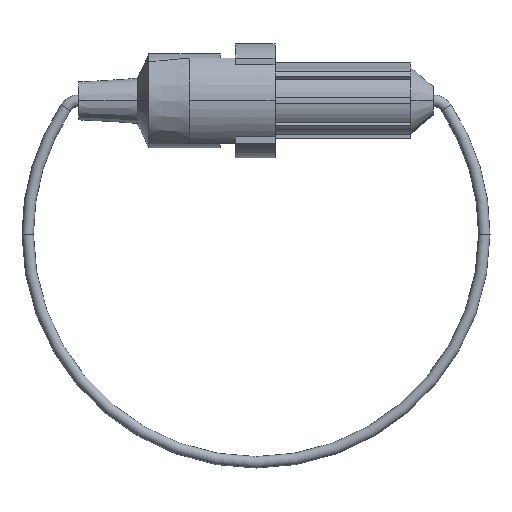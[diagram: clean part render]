
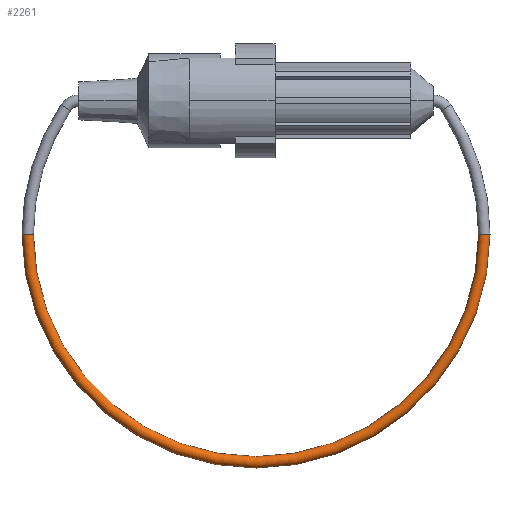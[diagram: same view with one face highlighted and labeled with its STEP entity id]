
A CAD part, top view. The second image highlights one B-rep face of the part: STEP entity #2261.
In plain terms, the highlighted toroidal (fillet/blend) face has major radius 30 mm and minor radius 0.75 mm.
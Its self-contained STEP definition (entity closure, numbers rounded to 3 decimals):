
#192 = CARTESIAN_POINT ( 'NONE',  ( 0., -17.5, 0. ) ) ;
#250 = AXIS2_PLACEMENT_3D ( 'NONE', #2875, #3532, #1771 ) ;
#313 = DIRECTION ( 'NONE',  ( 0., 0., -1. ) ) ;
#315 = AXIS2_PLACEMENT_3D ( 'NONE', #2317, #313, #2907 ) ;
#464 = CIRCLE ( 'NONE', #606, 30.75 ) ;
#606 = AXIS2_PLACEMENT_3D ( 'NONE', #192, #2467, #1058 ) ;
#803 = VERTEX_POINT ( 'NONE', #1330 ) ;
#805 = VERTEX_POINT ( 'NONE', #1313 ) ;
#877 = EDGE_CURVE ( 'NONE', #2087, #1468, #464, .T. ) ;
#1058 = DIRECTION ( 'NONE',  ( -1., 0., 0. ) ) ;
#1308 = AXIS2_PLACEMENT_3D ( 'NONE', #2649, #2928, #1788 ) ;
#1313 = CARTESIAN_POINT ( 'NONE',  ( 29.25, -17.5, 0. ) ) ;
#1330 = CARTESIAN_POINT ( 'NONE',  ( -29.25, -17.5, 0. ) ) ;
#1363 = TOROIDAL_SURFACE ( 'NONE', #315, 30., 0.75 ) ;
#1397 = DIRECTION ( 'NONE',  ( 0., -1., 0. ) ) ;
#1455 = CIRCLE ( 'NONE', #2511, 0.75 ) ;
#1468 = VERTEX_POINT ( 'NONE', #2755 ) ;
#1682 = ORIENTED_EDGE ( 'NONE', *, *, #1818, .F. ) ;
#1771 = DIRECTION ( 'NONE',  ( -1., 0., 0. ) ) ;
#1788 = DIRECTION ( 'NONE',  ( -1., 0., 0. ) ) ;
#1818 = EDGE_CURVE ( 'NONE', #805, #2087, #2176, .T. ) ;
#1919 = EDGE_LOOP ( 'NONE', ( #2334, #1682, #2228, #2491 ) ) ;
#1955 = CARTESIAN_POINT ( 'NONE',  ( -30., -17.5, 0. ) ) ;
#2087 = VERTEX_POINT ( 'NONE', #3649 ) ;
#2158 = EDGE_CURVE ( 'NONE', #803, #1468, #1455, .T. ) ;
#2176 = CIRCLE ( 'NONE', #250, 0.75 ) ;
#2228 = ORIENTED_EDGE ( 'NONE', *, *, #2618, .T. ) ;
#2261 = ADVANCED_FACE ( 'NONE', ( #3449 ), #1363, .T. ) ;
#2317 = CARTESIAN_POINT ( 'NONE',  ( 0., -17.5, 0. ) ) ;
#2334 = ORIENTED_EDGE ( 'NONE', *, *, #877, .F. ) ;
#2467 = DIRECTION ( 'NONE',  ( 0., 0., -1. ) ) ;
#2491 = ORIENTED_EDGE ( 'NONE', *, *, #2158, .T. ) ;
#2511 = AXIS2_PLACEMENT_3D ( 'NONE', #1955, #1397, #3120 ) ;
#2618 = EDGE_CURVE ( 'NONE', #805, #803, #3567, .T. ) ;
#2649 = CARTESIAN_POINT ( 'NONE',  ( 0., -17.5, 0. ) ) ;
#2755 = CARTESIAN_POINT ( 'NONE',  ( -30.75, -17.5, 0. ) ) ;
#2875 = CARTESIAN_POINT ( 'NONE',  ( 30., -17.5, 0. ) ) ;
#2907 = DIRECTION ( 'NONE',  ( -1., 0., 0. ) ) ;
#2928 = DIRECTION ( 'NONE',  ( 0., 0., -1. ) ) ;
#3120 = DIRECTION ( 'NONE',  ( 0., 0., -1. ) ) ;
#3449 = FACE_OUTER_BOUND ( 'NONE', #1919, .T. ) ;
#3532 = DIRECTION ( 'NONE',  ( 0., 1., 0. ) ) ;
#3567 = CIRCLE ( 'NONE', #1308, 29.25 ) ;
#3649 = CARTESIAN_POINT ( 'NONE',  ( 30.75, -17.5, 0. ) ) ;
